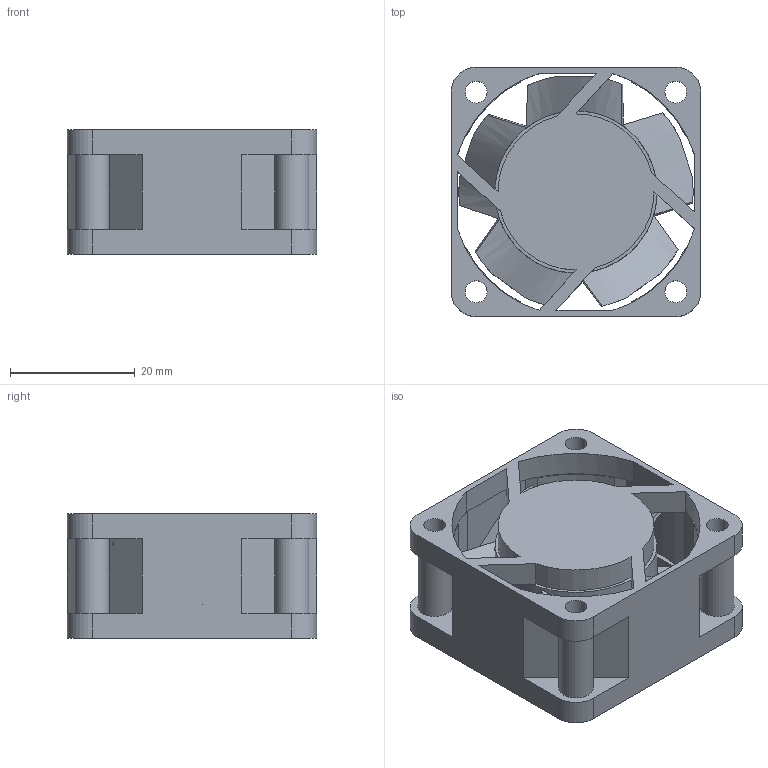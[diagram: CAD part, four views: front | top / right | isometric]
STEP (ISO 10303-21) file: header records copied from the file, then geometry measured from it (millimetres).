
FILE_DESCRIPTION (( 'STEP AP214' ), '1' );
FILE_NAME ('FAN.STEP', '2022-07-12T05:21:05', ( 'AWaDH Workstation' ), ( '' ), 'SwSTEP 2.0', 'SolidWorks 2021', '' );
FILE_SCHEMA (( 'AUTOMOTIVE_DESIGN' ));
Length unit declared in the file: millimetre
Products named in the file (1): FAN
Bounding box: 40 x 40 x 20 mm (x, y, z)
Volume: 15402.6 mm3; surface area: 12559.3 mm2
Topology: 1 solids, 1 shells, 189 faces, 546 edges, 334 vertices
Faces by surface type: plane 124, cylinder 51, bspline 14
Full cylindrical faces by diameter (mm): 3.5 x4, 5.5 x4, 26 x1
Entity records: 6696 total; most frequent: CARTESIAN_POINT 1786, ORIENTED_EDGE 1068, DIRECTION 965, EDGE_CURVE 534, VERTEX_POINT 332, AXIS2_PLACEMENT_3D 328, VECTOR 309, LINE 309
